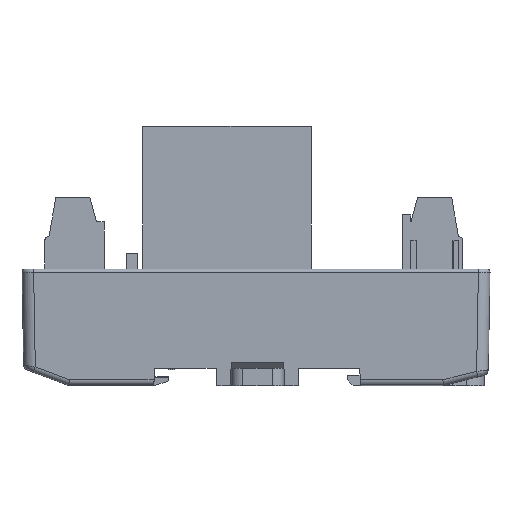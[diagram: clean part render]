
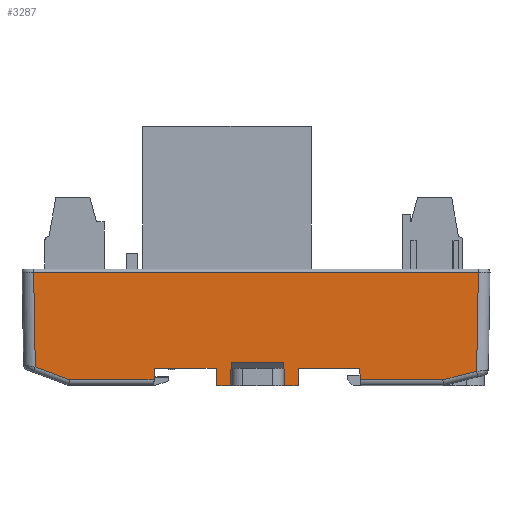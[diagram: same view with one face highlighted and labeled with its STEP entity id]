
A CAD part, front view. The second image highlights one B-rep face of the part: STEP entity #3287.
In plain terms, the highlighted planar face has unit normal (0, -1, -0.018).
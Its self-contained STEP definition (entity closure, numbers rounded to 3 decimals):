
#2211=FACE_OUTER_BOUND('',#10353,.T.);
#3287=ADVANCED_FACE('',(#2211),#4150,.T.);
#4150=PLANE('',#22692);
#6043=LINE('',#38586,#8286);
#6512=LINE('',#39795,#8755);
#6513=LINE('',#39803,#8756);
#6515=LINE('',#39807,#8758);
#6516=LINE('',#39809,#8759);
#6521=LINE('',#39819,#8764);
#6523=LINE('',#39822,#8766);
#6525=LINE('',#39826,#8768);
#6527=LINE('',#39830,#8770);
#6529=LINE('',#39834,#8772);
#6533=LINE('',#39842,#8776);
#6536=LINE('',#39848,#8779);
#6538=LINE('',#39851,#8781);
#6540=LINE('',#39855,#8783);
#6541=LINE('',#39859,#8784);
#6542=LINE('',#39863,#8785);
#6544=LINE('',#39884,#8787);
#6545=LINE('',#39886,#8788);
#8286=VECTOR('',#26194,1.);
#8755=VECTOR('',#27143,1.);
#8756=VECTOR('',#27152,1.);
#8758=VECTOR('',#27156,1.);
#8759=VECTOR('',#27159,1.);
#8764=VECTOR('',#27166,1.);
#8766=VECTOR('',#27170,1.);
#8768=VECTOR('',#27174,1.);
#8770=VECTOR('',#27178,1.);
#8772=VECTOR('',#27182,1.);
#8776=VECTOR('',#27188,1.);
#8779=VECTOR('',#27193,1.);
#8781=VECTOR('',#27197,1.);
#8783=VECTOR('',#27201,1.);
#8784=VECTOR('',#27206,1.);
#8785=VECTOR('',#27211,1.);
#8787=VECTOR('',#27215,1.);
#8788=VECTOR('',#27218,1.);
#10353=EDGE_LOOP('',(#15404,#15405,#15406,#15407,#15408,#15409,#15410,#15411,
#15412,#15413,#15414,#15415,#15416,#15417,#15418,#15419,#15420,#15421));
#15404=ORIENTED_EDGE('',*,*,#20822,.T.);
#15405=ORIENTED_EDGE('',*,*,#20249,.F.);
#15406=ORIENTED_EDGE('',*,*,#20823,.T.);
#15407=ORIENTED_EDGE('',*,*,#20819,.T.);
#15408=ORIENTED_EDGE('',*,*,#20817,.T.);
#15409=ORIENTED_EDGE('',*,*,#20815,.F.);
#15410=ORIENTED_EDGE('',*,*,#20813,.F.);
#15411=ORIENTED_EDGE('',*,*,#20811,.F.);
#15412=ORIENTED_EDGE('',*,*,#20808,.F.);
#15413=ORIENTED_EDGE('',*,*,#20804,.T.);
#15414=ORIENTED_EDGE('',*,*,#20802,.T.);
#15415=ORIENTED_EDGE('',*,*,#20800,.T.);
#15416=ORIENTED_EDGE('',*,*,#20798,.F.);
#15417=ORIENTED_EDGE('',*,*,#20796,.T.);
#15418=ORIENTED_EDGE('',*,*,#20791,.F.);
#15419=ORIENTED_EDGE('',*,*,#20790,.F.);
#15420=ORIENTED_EDGE('',*,*,#20788,.T.);
#15421=ORIENTED_EDGE('',*,*,#20784,.T.);
#17720=VERTEX_POINT('',#38585);
#17721=VERTEX_POINT('',#38587);
#18072=VERTEX_POINT('',#39776);
#18073=VERTEX_POINT('',#39796);
#18074=VERTEX_POINT('',#39797);
#18075=VERTEX_POINT('',#39802);
#18076=VERTEX_POINT('',#39806);
#18077=VERTEX_POINT('',#39810);
#18080=VERTEX_POINT('',#39817);
#18081=VERTEX_POINT('',#39823);
#18082=VERTEX_POINT('',#39827);
#18083=VERTEX_POINT('',#39831);
#18084=VERTEX_POINT('',#39835);
#18085=VERTEX_POINT('',#39839);
#18087=VERTEX_POINT('',#39845);
#18089=VERTEX_POINT('',#39852);
#18090=VERTEX_POINT('',#39856);
#18091=VERTEX_POINT('',#39860);
#20249=EDGE_CURVE('',#17720,#17721,#6043,.T.);
#20784=EDGE_CURVE('',#18073,#18074,#6512,.T.);
#20788=EDGE_CURVE('',#18075,#18073,#6513,.T.);
#20790=EDGE_CURVE('',#18075,#18076,#6515,.T.);
#20791=EDGE_CURVE('',#18076,#18077,#6516,.T.);
#20796=EDGE_CURVE('',#18080,#18077,#6521,.T.);
#20798=EDGE_CURVE('',#18080,#18081,#6523,.T.);
#20800=EDGE_CURVE('',#18082,#18081,#6525,.T.);
#20802=EDGE_CURVE('',#18083,#18082,#6527,.T.);
#20804=EDGE_CURVE('',#18084,#18083,#6529,.T.);
#20808=EDGE_CURVE('',#18084,#18085,#6533,.T.);
#20811=EDGE_CURVE('',#18085,#18087,#6536,.T.);
#20813=EDGE_CURVE('',#18087,#18089,#6538,.T.);
#20815=EDGE_CURVE('',#18089,#18090,#6540,.T.);
#20817=EDGE_CURVE('',#18091,#18090,#6541,.T.);
#20819=EDGE_CURVE('',#18072,#18091,#6542,.T.);
#20822=EDGE_CURVE('',#18074,#17721,#6544,.T.);
#20823=EDGE_CURVE('',#17720,#18072,#6545,.T.);
#22692=AXIS2_PLACEMENT_3D('',#39887,#27219,#27220);
#26194=DIRECTION('',(1.,0.,0.));
#27143=DIRECTION('',(0.97,-0.004,0.243));
#27152=DIRECTION('',(1.,0.,0.));
#27156=DIRECTION('',(-0.017,-0.017,1.));
#27159=DIRECTION('',(-1.,0.,0.));
#27166=DIRECTION('',(0.035,-0.017,0.999));
#27170=DIRECTION('',(-1.,0.,0.));
#27174=DIRECTION('',(0.035,0.017,-0.999));
#27178=DIRECTION('',(1.,0.,0.));
#27182=DIRECTION('',(0.035,-0.017,0.999));
#27188=DIRECTION('',(-1.,0.,0.));
#27193=DIRECTION('',(-0.035,-0.017,0.999));
#27197=DIRECTION('',(-1.,0.,0.));
#27201=DIRECTION('',(-0.017,0.017,-1.));
#27206=DIRECTION('',(1.,0.,0.));
#27211=DIRECTION('',(0.936,0.006,-0.351));
#27215=DIRECTION('',(0.017,-0.017,1.));
#27218=DIRECTION('',(0.017,0.017,-1.));
#27219=DIRECTION('',(0.,-1.,-0.017));
#27220=DIRECTION('',(0.,0.017,-1.));
#38585=CARTESIAN_POINT('',(-187.392,243.505,9.947));
#38586=CARTESIAN_POINT('',(-149.192,243.505,9.947));
#38587=CARTESIAN_POINT('',(-110.991,243.505,9.947));
#39776=CARTESIAN_POINT('',(-187.108,243.789,-6.35));
#39795=CARTESIAN_POINT('',(-142.827,243.94,-14.988));
#39796=CARTESIAN_POINT('',(-117.106,243.828,-8.558));
#39797=CARTESIAN_POINT('',(-111.289,243.802,-7.104));
#39802=CARTESIAN_POINT('',(-131.308,243.828,-8.558));
#39803=CARTESIAN_POINT('',(-149.192,243.828,-8.558));
#39806=CARTESIAN_POINT('',(-131.343,243.792,-6.541));
#39807=CARTESIAN_POINT('',(-131.332,243.803,-7.169));
#39809=CARTESIAN_POINT('',(-149.192,243.792,-6.541));
#39810=CARTESIAN_POINT('',(-141.829,243.792,-6.541));
#39817=CARTESIAN_POINT('',(-141.934,243.845,-9.541));
#39819=CARTESIAN_POINT('',(-141.95,243.853,-10.014));
#39822=CARTESIAN_POINT('',(-148.934,243.845,-9.541));
#39823=CARTESIAN_POINT('',(-144.279,243.845,-9.541));
#39826=CARTESIAN_POINT('',(-144.983,243.493,10.609));
#39827=CARTESIAN_POINT('',(-144.419,243.775,-5.541));
#39830=CARTESIAN_POINT('',(-149.192,243.775,-5.541));
#39831=CARTESIAN_POINT('',(-153.449,243.775,-5.541));
#39834=CARTESIAN_POINT('',(-152.886,243.493,10.591));
#39835=CARTESIAN_POINT('',(-153.589,243.845,-9.541));
#39839=CARTESIAN_POINT('',(-155.934,243.845,-9.541));
#39842=CARTESIAN_POINT('',(-148.934,243.845,-9.541));
#39845=CARTESIAN_POINT('',(-156.039,243.792,-6.541));
#39848=CARTESIAN_POINT('',(-156.623,243.5,10.203));
#39851=CARTESIAN_POINT('',(-149.192,243.792,-6.541));
#39852=CARTESIAN_POINT('',(-166.675,243.792,-6.541));
#39855=CARTESIAN_POINT('',(-166.373,243.49,10.762));
#39856=CARTESIAN_POINT('',(-166.71,243.828,-8.558));
#39859=CARTESIAN_POINT('',(-149.192,243.828,-8.558));
#39860=CARTESIAN_POINT('',(-181.22,243.828,-8.558));
#39863=CARTESIAN_POINT('',(-159.396,243.97,-16.742));
#39884=CARTESIAN_POINT('',(-110.982,243.495,10.494));
#39886=CARTESIAN_POINT('',(-187.39,243.507,9.795));
#39887=CARTESIAN_POINT('',(-149.192,243.496,10.462));
